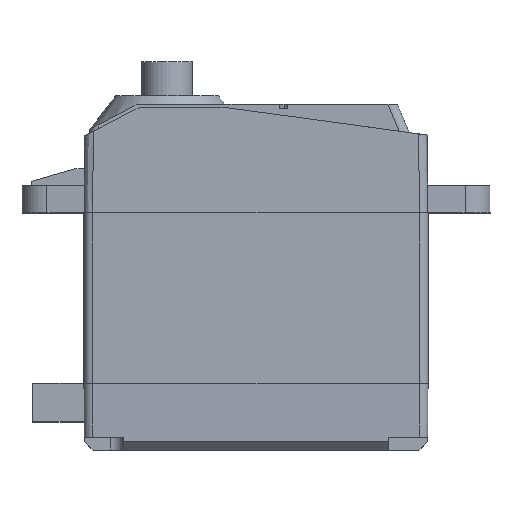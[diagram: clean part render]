
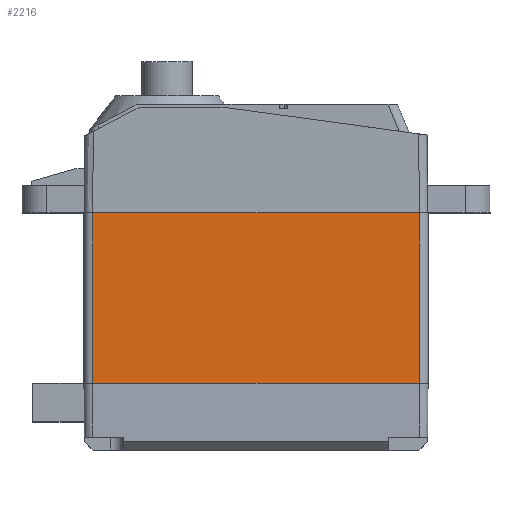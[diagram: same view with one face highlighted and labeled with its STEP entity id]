
A CAD part, top view. The second image highlights one B-rep face of the part: STEP entity #2216.
In plain terms, the highlighted planar face has unit normal (0, 0, 1).
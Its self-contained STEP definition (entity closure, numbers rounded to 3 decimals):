
#190=FACE_OUTER_BOUND('',#312,.T.);
#312=EDGE_LOOP('',(#1617,#1618,#1619,#1620));
#472=LINE('',#3317,#720);
#473=LINE('',#3320,#721);
#474=LINE('',#3322,#722);
#475=LINE('',#3323,#723);
#720=VECTOR('',#2685,10.);
#721=VECTOR('',#2688,10.);
#722=VECTOR('',#2689,10.);
#723=VECTOR('',#2690,10.);
#955=VERTEX_POINT('',#3313);
#956=VERTEX_POINT('',#3315);
#957=VERTEX_POINT('',#3319);
#958=VERTEX_POINT('',#3321);
#1204=EDGE_CURVE('',#955,#956,#472,.T.);
#1205=EDGE_CURVE('',#957,#955,#473,.T.);
#1206=EDGE_CURVE('',#958,#956,#474,.T.);
#1207=EDGE_CURVE('',#957,#958,#475,.T.);
#1617=ORIENTED_EDGE('',*,*,#1205,.T.);
#1618=ORIENTED_EDGE('',*,*,#1204,.T.);
#1619=ORIENTED_EDGE('',*,*,#1206,.F.);
#1620=ORIENTED_EDGE('',*,*,#1207,.F.);
#2122=PLANE('',#2372);
#2216=ADVANCED_FACE('',(#190),#2122,.T.);
#2372=AXIS2_PLACEMENT_3D('',#3318,#2686,#2687);
#2685=DIRECTION('',(0.,1.,0.));
#2686=DIRECTION('center_axis',(0.,0.,1.));
#2687=DIRECTION('ref_axis',(1.,0.,0.));
#2688=DIRECTION('',(1.,0.,0.));
#2689=DIRECTION('',(1.,0.,0.));
#2690=DIRECTION('',(0.,1.,0.));
#3313=CARTESIAN_POINT('',(39.13,7.8,0.1));
#3315=CARTESIAN_POINT('',(39.13,27.7,0.1));
#3317=CARTESIAN_POINT('',(39.13,7.8,0.1));
#3318=CARTESIAN_POINT('Origin',(0.93,7.8,0.1));
#3319=CARTESIAN_POINT('',(0.93,7.8,0.1));
#3320=CARTESIAN_POINT('',(0.93,7.8,0.1));
#3321=CARTESIAN_POINT('',(0.93,27.7,0.1));
#3322=CARTESIAN_POINT('',(0.93,27.7,0.1));
#3323=CARTESIAN_POINT('',(0.93,7.8,0.1));
